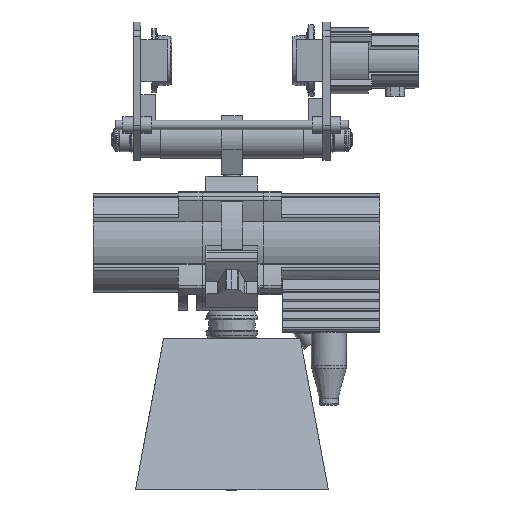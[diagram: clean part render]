
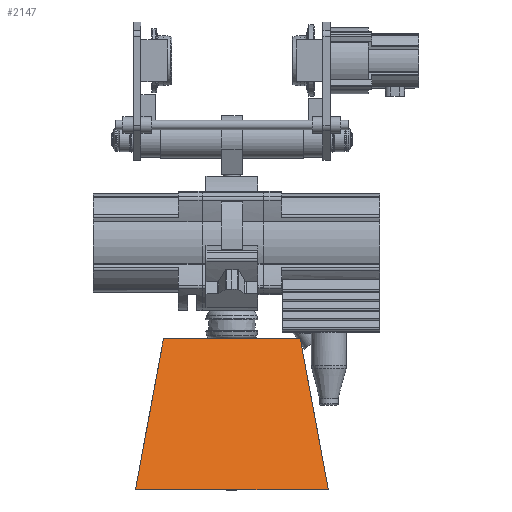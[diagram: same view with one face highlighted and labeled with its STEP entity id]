
A CAD part, left-side view. The second image highlights one B-rep face of the part: STEP entity #2147.
In plain terms, the highlighted planar face has unit normal (-0.961, 0, 0.277).
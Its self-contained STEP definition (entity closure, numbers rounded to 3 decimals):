
#2147=ADVANCED_FACE('',(#4361),#4362,.F.);
#4361=FACE_OUTER_BOUND('',#8931,.T.);
#4362=PLANE('',#8932);
#8931=EDGE_LOOP('',(#14777,#14778,#14779,#14780));
#8932=AXIS2_PLACEMENT_3D('',#14781,#14782,#14783);
#14777=ORIENTED_EDGE('',*,*,#18243,.F.);
#14778=ORIENTED_EDGE('',*,*,#18173,.F.);
#14779=ORIENTED_EDGE('',*,*,#18084,.T.);
#14780=ORIENTED_EDGE('',*,*,#18244,.T.);
#14781=CARTESIAN_POINT('',(-230.,-115.,0.));
#14782=DIRECTION('',(0.961,0.,-0.277));
#14783=DIRECTION('',(-0.277,0.,-0.961));
#18084=EDGE_CURVE('',#21452,#21453,#21454,.T.);
#18173=EDGE_CURVE('',#21452,#21563,#21564,.T.);
#18243=EDGE_CURVE('',#21563,#21651,#21652,.T.);
#18244=EDGE_CURVE('',#21453,#21651,#21653,.F.);
#21452=VERTEX_POINT('',#26492);
#21453=VERTEX_POINT('',#26493);
#21454=LINE('',#26494,#26495);
#21563=VERTEX_POINT('',#26666);
#21564=LINE('',#26667,#26668);
#21651=VERTEX_POINT('',#26809);
#21652=LINE('',#26810,#26811);
#21653=LINE('',#26812,#26813);
#26492=CARTESIAN_POINT('',(-230.,-115.,0.));
#26493=CARTESIAN_POINT('',(-230.,115.,0.));
#26494=CARTESIAN_POINT('',(-230.,-115.,0.));
#26495=VECTOR('',#30068,1.);
#26666=CARTESIAN_POINT('',(-303.,-161.982,-253.));
#26667=CARTESIAN_POINT('',(-230.,-115.,0.));
#26668=VECTOR('',#30144,1.);
#26809=CARTESIAN_POINT('',(-303.,161.982,-253.));
#26810=CARTESIAN_POINT('',(-303.,-115.,-253.));
#26811=VECTOR('',#30227,1.);
#26812=CARTESIAN_POINT('',(-218.974,107.904,38.212));
#26813=VECTOR('',#30228,1.);
#30068=DIRECTION('',(0.,1.,0.));
#30144=DIRECTION('',(-0.273,-0.176,-0.946));
#30227=DIRECTION('',(0.,1.,0.));
#30228=DIRECTION('',(0.273,-0.176,0.946));
